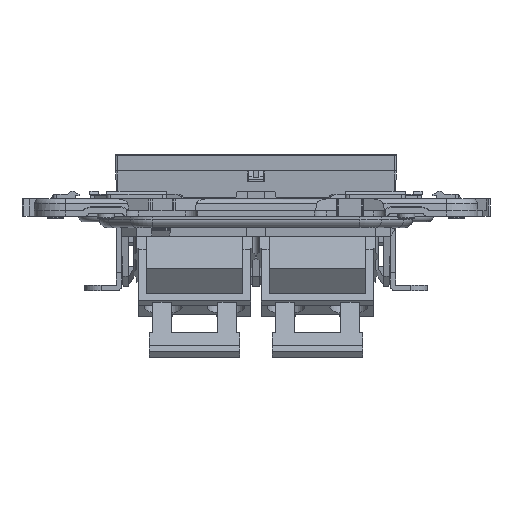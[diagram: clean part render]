
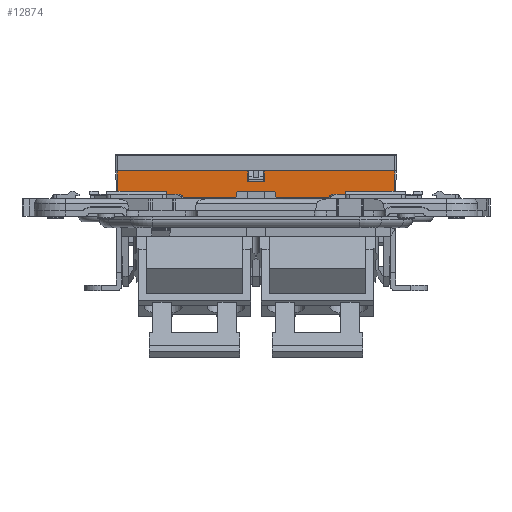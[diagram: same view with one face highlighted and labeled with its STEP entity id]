
A CAD part, front view. The second image highlights one B-rep face of the part: STEP entity #12874.
In plain terms, the highlighted planar face has unit normal (0, -1, -0.018).
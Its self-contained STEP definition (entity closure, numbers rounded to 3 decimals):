
#169 = EDGE_CURVE ( 'NONE', #61703, #64081, #28135, .T. ) ;
#656 = DIRECTION ( 'NONE',  ( -0.003, 0.017, -1. ) ) ;
#881 = VECTOR ( 'NONE', #23410, 1000. ) ;
#1846 = VERTEX_POINT ( 'NONE', #63796 ) ;
#4185 = LINE ( 'NONE', #35831, #13797 ) ;
#4513 = DIRECTION ( 'NONE',  ( 1., 0., 0. ) ) ;
#5534 = VECTOR ( 'NONE', #32270, 1000. ) ;
#5895 = CARTESIAN_POINT ( 'NONE',  ( 227.855, 335.11, 2.31 ) ) ;
#7010 = VECTOR ( 'NONE', #4513, 1000. ) ;
#7723 = EDGE_CURVE ( 'NONE', #25818, #64080, #11073, .T. ) ;
#9803 = DIRECTION ( 'NONE',  ( -1., 0., 0. ) ) ;
#11073 = LINE ( 'NONE', #48274, #5534 ) ;
#12616 = CARTESIAN_POINT ( 'NONE',  ( 226.005, 335.185, -1.989 ) ) ;
#12874 = ADVANCED_FACE ( 'NONE', ( #19650 ), #61406, .T. ) ;
#13797 = VECTOR ( 'NONE', #25048, 1000. ) ;
#14505 = DIRECTION ( 'NONE',  ( -1., 0., 0. ) ) ;
#14652 = ORIENTED_EDGE ( 'NONE', *, *, #20142, .T. ) ;
#14825 = EDGE_CURVE ( 'NONE', #66309, #1846, #4185, .T. ) ;
#14972 = DIRECTION ( 'NONE',  ( 0., 0.017, -1. ) ) ;
#15398 = CARTESIAN_POINT ( 'NONE',  ( 251.376, 335.11, 2.311 ) ) ;
#15799 = ORIENTED_EDGE ( 'NONE', *, *, #58800, .T. ) ;
#16792 = CARTESIAN_POINT ( 'NONE',  ( 230.555, 335.11, 2.311 ) ) ;
#17453 = ORIENTED_EDGE ( 'NONE', *, *, #7723, .T. ) ;
#17666 = VERTEX_POINT ( 'NONE', #20118 ) ;
#19052 = LINE ( 'NONE', #34367, #53611 ) ;
#19465 = CARTESIAN_POINT ( 'NONE',  ( 226.205, 335.167, -0.989 ) ) ;
#19650 = FACE_OUTER_BOUND ( 'NONE', #42846, .T. ) ;
#19697 = EDGE_CURVE ( 'NONE', #17666, #40000, #68596, .T. ) ;
#20118 = CARTESIAN_POINT ( 'NONE',  ( 251.376, 335.11, 2.311 ) ) ;
#20142 = EDGE_CURVE ( 'NONE', #67540, #23215, #35495, .T. ) ;
#20543 = CARTESIAN_POINT ( 'NONE',  ( 207.035, 335.11, 2.311 ) ) ;
#23215 = VERTEX_POINT ( 'NONE', #34119 ) ;
#23410 = DIRECTION ( 'NONE',  ( 0.003, 0.017, -1. ) ) ;
#24406 = LINE ( 'NONE', #49495, #881 ) ;
#24604 = CARTESIAN_POINT ( 'NONE',  ( 229.205, 335.167, -0.989 ) ) ;
#25010 = EDGE_CURVE ( 'NONE', #60328, #53913, #28076, .T. ) ;
#25048 = DIRECTION ( 'NONE',  ( -0.196, -0.017, 0.98 ) ) ;
#25423 = VECTOR ( 'NONE', #35032, 1000. ) ;
#25715 = LINE ( 'NONE', #31937, #7010 ) ;
#25750 = VECTOR ( 'NONE', #9803, 1000. ) ;
#25818 = VERTEX_POINT ( 'NONE', #16792 ) ;
#26481 = ORIENTED_EDGE ( 'NONE', *, *, #59737, .F. ) ;
#28076 = LINE ( 'NONE', #64937, #47699 ) ;
#28135 = LINE ( 'NONE', #49356, #25423 ) ;
#30932 = VECTOR ( 'NONE', #656, 1000. ) ;
#31650 = VERTEX_POINT ( 'NONE', #19465 ) ;
#31937 = CARTESIAN_POINT ( 'NONE',  ( 229.205, 335.185, -1.989 ) ) ;
#31996 = VECTOR ( 'NONE', #14505, 1000. ) ;
#32270 = DIRECTION ( 'NONE',  ( 0., 0.017, -1. ) ) ;
#32938 = LINE ( 'NONE', #54156, #30932 ) ;
#33583 = VERTEX_POINT ( 'NONE', #12616 ) ;
#34119 = CARTESIAN_POINT ( 'NONE',  ( 207.035, 335.185, -1.989 ) ) ;
#34367 = CARTESIAN_POINT ( 'NONE',  ( 248.233, 335.11, 2.311 ) ) ;
#34463 = VECTOR ( 'NONE', #62694, 1000. ) ;
#34689 = EDGE_CURVE ( 'NONE', #64080, #64081, #24406, .T. ) ;
#34884 = CARTESIAN_POINT ( 'NONE',  ( 227.85, 335.139, 0.615 ) ) ;
#35032 = DIRECTION ( 'NONE',  ( 1., 0., 0. ) ) ;
#35495 = LINE ( 'NONE', #20543, #66720 ) ;
#35831 = CARTESIAN_POINT ( 'NONE',  ( 232.48, 335.191, -2.363 ) ) ;
#36425 = ORIENTED_EDGE ( 'NONE', *, *, #14825, .F. ) ;
#39582 = DIRECTION ( 'NONE',  ( 1., 0., 0. ) ) ;
#40000 = VERTEX_POINT ( 'NONE', #67629 ) ;
#40525 = DIRECTION ( 'NONE',  ( 0., 0.017, -1. ) ) ;
#41445 = DIRECTION ( 'NONE',  ( 0.196, -0.017, 0.98 ) ) ;
#42138 = EDGE_CURVE ( 'NONE', #53913, #61703, #32938, .T. ) ;
#42846 = EDGE_LOOP ( 'NONE', ( #66296, #56609, #57400, #14652, #52059, #15799, #26481, #36425, #56192, #58887, #43318, #17453, #59710, #49578 ) ) ;
#42993 = VECTOR ( 'NONE', #41445, 1000. ) ;
#43318 = ORIENTED_EDGE ( 'NONE', *, *, #52414, .T. ) ;
#43782 = CARTESIAN_POINT ( 'NONE',  ( 210.178, 335.11, 2.311 ) ) ;
#45000 = CARTESIAN_POINT ( 'NONE',  ( 227.855, 335.11, 2.311 ) ) ;
#45256 = VECTOR ( 'NONE', #59073, 1000. ) ;
#45642 = LINE ( 'NONE', #56401, #42993 ) ;
#46298 = EDGE_CURVE ( 'NONE', #23215, #33583, #25715, .T. ) ;
#47364 = LINE ( 'NONE', #68231, #25750 ) ;
#47699 = VECTOR ( 'NONE', #55531, 1000. ) ;
#48274 = CARTESIAN_POINT ( 'NONE',  ( 230.555, 335.132, 1.055 ) ) ;
#49356 = CARTESIAN_POINT ( 'NONE',  ( 214.681, 335.139, 0.615 ) ) ;
#49495 = CARTESIAN_POINT ( 'NONE',  ( 230.555, 335.11, 2.311 ) ) ;
#49578 = ORIENTED_EDGE ( 'NONE', *, *, #169, .F. ) ;
#50259 = AXIS2_PLACEMENT_3D ( 'NONE', #56522, #51311, #40525 ) ;
#51038 = LINE ( 'NONE', #24604, #31996 ) ;
#51311 = DIRECTION ( 'NONE',  ( 0., -1., -0.017 ) ) ;
#52059 = ORIENTED_EDGE ( 'NONE', *, *, #46298, .T. ) ;
#52414 = EDGE_CURVE ( 'NONE', #17666, #25818, #57783, .T. ) ;
#53611 = VECTOR ( 'NONE', #39582, 1000. ) ;
#53913 = VERTEX_POINT ( 'NONE', #5895 ) ;
#54099 = CARTESIAN_POINT ( 'NONE',  ( 207.035, 335.11, 2.311 ) ) ;
#54156 = CARTESIAN_POINT ( 'NONE',  ( 227.855, 335.11, 2.315 ) ) ;
#55531 = DIRECTION ( 'NONE',  ( 0., 0.017, -1. ) ) ;
#56192 = ORIENTED_EDGE ( 'NONE', *, *, #65272, .F. ) ;
#56401 = CARTESIAN_POINT ( 'NONE',  ( 225.931, 335.191, -2.363 ) ) ;
#56522 = CARTESIAN_POINT ( 'NONE',  ( 229.205, 335.11, 2.311 ) ) ;
#56609 = ORIENTED_EDGE ( 'NONE', *, *, #25010, .F. ) ;
#57400 = ORIENTED_EDGE ( 'NONE', *, *, #65806, .F. ) ;
#57439 = CARTESIAN_POINT ( 'NONE',  ( 230.561, 335.139, 0.615 ) ) ;
#57783 = LINE ( 'NONE', #43782, #45256 ) ;
#58234 = CARTESIAN_POINT ( 'NONE',  ( 232.405, 335.185, -1.989 ) ) ;
#58467 = CARTESIAN_POINT ( 'NONE',  ( 230.555, 335.11, 2.31 ) ) ;
#58800 = EDGE_CURVE ( 'NONE', #33583, #31650, #45642, .T. ) ;
#58887 = ORIENTED_EDGE ( 'NONE', *, *, #19697, .F. ) ;
#59073 = DIRECTION ( 'NONE',  ( -1., 0., 0. ) ) ;
#59710 = ORIENTED_EDGE ( 'NONE', *, *, #34689, .T. ) ;
#59737 = EDGE_CURVE ( 'NONE', #1846, #31650, #51038, .T. ) ;
#60328 = VERTEX_POINT ( 'NONE', #45000 ) ;
#61406 = PLANE ( 'NONE',  #50259 ) ;
#61703 = VERTEX_POINT ( 'NONE', #34884 ) ;
#62694 = DIRECTION ( 'NONE',  ( 0., 0.017, -1. ) ) ;
#63796 = CARTESIAN_POINT ( 'NONE',  ( 232.205, 335.167, -0.989 ) ) ;
#64080 = VERTEX_POINT ( 'NONE', #58467 ) ;
#64081 = VERTEX_POINT ( 'NONE', #57439 ) ;
#64937 = CARTESIAN_POINT ( 'NONE',  ( 227.855, 335.132, 1.055 ) ) ;
#65272 = EDGE_CURVE ( 'NONE', #40000, #66309, #47364, .T. ) ;
#65806 = EDGE_CURVE ( 'NONE', #67540, #60328, #19052, .T. ) ;
#66296 = ORIENTED_EDGE ( 'NONE', *, *, #42138, .F. ) ;
#66309 = VERTEX_POINT ( 'NONE', #58234 ) ;
#66720 = VECTOR ( 'NONE', #14972, 1000. ) ;
#67540 = VERTEX_POINT ( 'NONE', #54099 ) ;
#67629 = CARTESIAN_POINT ( 'NONE',  ( 251.376, 335.185, -1.989 ) ) ;
#68231 = CARTESIAN_POINT ( 'NONE',  ( 229.205, 335.185, -1.989 ) ) ;
#68596 = LINE ( 'NONE', #15398, #34463 ) ;
